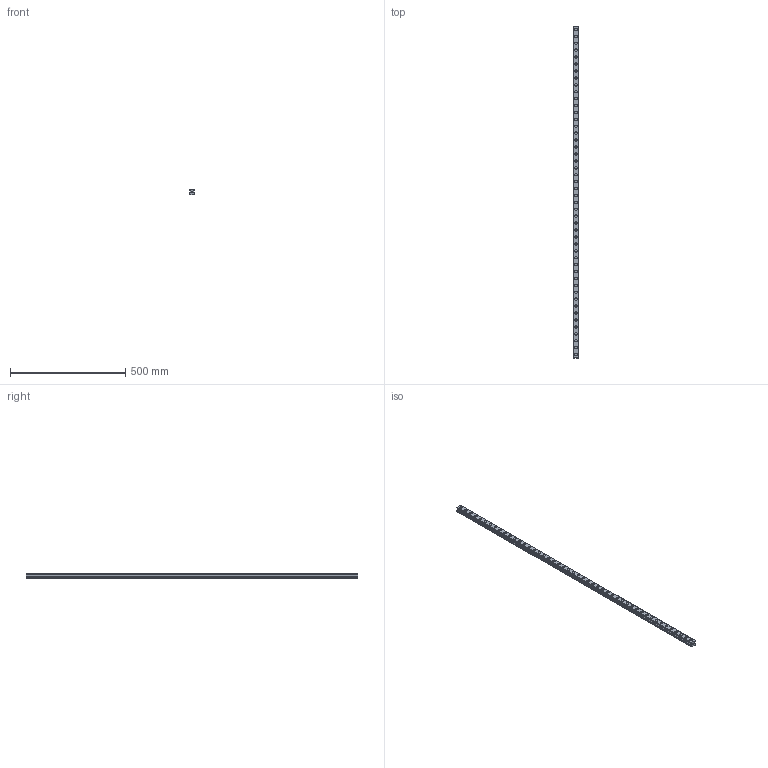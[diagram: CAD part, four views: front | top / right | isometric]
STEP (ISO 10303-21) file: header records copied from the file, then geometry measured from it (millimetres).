
FILE_DESCRIPTION(('STEP AP214'),'1');
FILE_NAME('cctmp_74F81B15-1E6D-4294-941F-5D9BE73013A6_2021_03_10_17_38_41_0899..stp','2021-03-10T16:38:42',('HIWIN GmbH'),('CADClick - www.CADClick.com'),'Spatial InterOp 3D',' ','unknown authorization');
FILE_SCHEMA(('AUTOMOTIVE_DESIGN'));
Length unit declared in the file: millimetre
Products named in the file (1): RGR25R1440H_FILE
Bounding box: 23 x 1440 x 23.6 mm (x, y, z)
Volume: 577466.1 mm3; surface area: 179155.3 mm2
Topology: 1 solids, 1 shells, 549 faces, 1197 edges, 798 vertices
Faces by surface type: cylinder 306, plane 243
Entity records: 19699 total; most frequent: DIRECTION 2909, CARTESIAN_POINT 2545, ORIENTED_EDGE 2394, EDGE_CURVE 1197, AXIS2_PLACEMENT_3D 1162, VERTEX_POINT 798, EDGE_LOOP 697, CIRCLE 612
